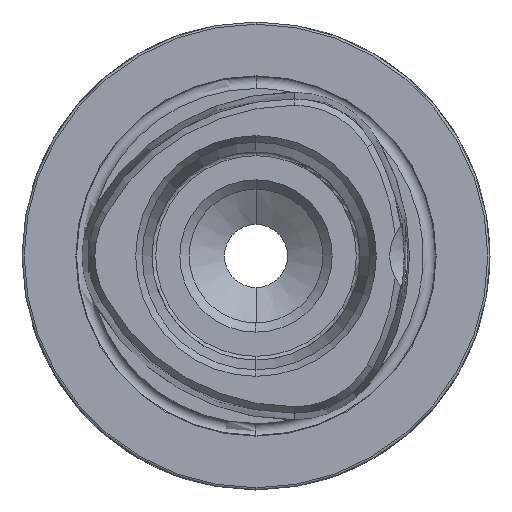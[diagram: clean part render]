
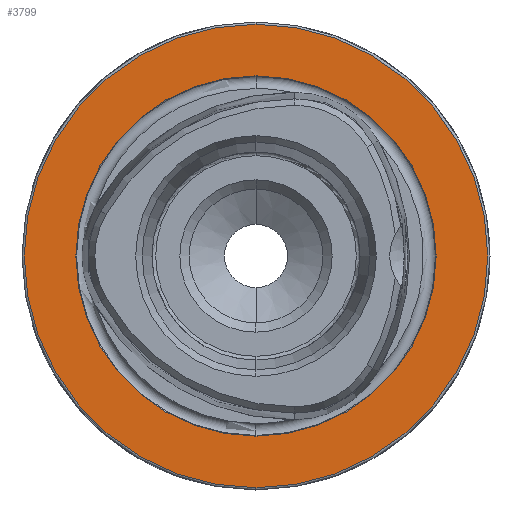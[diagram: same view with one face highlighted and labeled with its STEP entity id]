
A CAD part, left-side view. The second image highlights one B-rep face of the part: STEP entity #3799.
In plain terms, the highlighted planar face has unit normal (-1, 0, 0).
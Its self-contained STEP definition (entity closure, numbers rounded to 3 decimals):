
#134 = EDGE_LOOP ( 'NONE', ( #1024, #861 ) ) ;
#151 = FACE_OUTER_BOUND ( 'NONE', #5645, .T. ) ;
#425 = CIRCLE ( 'NONE', #4199, 24.25 ) ;
#595 = DIRECTION ( 'NONE',  ( 0., 0., 1. ) ) ;
#725 = CARTESIAN_POINT ( 'NONE',  ( 0., 0., 0. ) ) ;
#861 = ORIENTED_EDGE ( 'NONE', *, *, #1510, .F. ) ;
#886 = CARTESIAN_POINT ( 'NONE',  ( 0., 0., 0. ) ) ;
#1024 = ORIENTED_EDGE ( 'NONE', *, *, #5070, .F. ) ;
#1222 = DIRECTION ( 'NONE',  ( 0., 0., 1. ) ) ;
#1386 = CARTESIAN_POINT ( 'NONE',  ( 0., 0., -31.2 ) ) ;
#1388 = DIRECTION ( 'NONE',  ( 0., 0., 1. ) ) ;
#1390 = AXIS2_PLACEMENT_3D ( 'NONE', #1586, #5085, #2102 ) ;
#1510 = EDGE_CURVE ( 'NONE', #6075, #3386, #425, .T. ) ;
#1586 = CARTESIAN_POINT ( 'NONE',  ( 0., 0., 0. ) ) ;
#1669 = ORIENTED_EDGE ( 'NONE', *, *, #6507, .T. ) ;
#1900 = VERTEX_POINT ( 'NONE', #2449 ) ;
#2102 = DIRECTION ( 'NONE',  ( 0., 0., 1. ) ) ;
#2207 = CIRCLE ( 'NONE', #2350, 31.2 ) ;
#2333 = CARTESIAN_POINT ( 'NONE',  ( 0., 0., 0. ) ) ;
#2350 = AXIS2_PLACEMENT_3D ( 'NONE', #886, #4407, #1388 ) ;
#2449 = CARTESIAN_POINT ( 'NONE',  ( 0., 0., 31.2 ) ) ;
#2515 = PLANE ( 'NONE',  #4473 ) ;
#2631 = DIRECTION ( 'NONE',  ( -1., 0., 0. ) ) ;
#3025 = DIRECTION ( 'NONE',  ( 0., 0., -1. ) ) ;
#3375 = CARTESIAN_POINT ( 'NONE',  ( 0., 0., -24.25 ) ) ;
#3384 = ORIENTED_EDGE ( 'NONE', *, *, #5210, .T. ) ;
#3386 = VERTEX_POINT ( 'NONE', #6214 ) ;
#3491 = DIRECTION ( 'NONE',  ( 1., 0., 0. ) ) ;
#3799 = ADVANCED_FACE ( 'NONE', ( #4152, #151 ), #2515, .F. ) ;
#4152 = FACE_BOUND ( 'NONE', #134, .T. ) ;
#4199 = AXIS2_PLACEMENT_3D ( 'NONE', #2333, #2631, #595 ) ;
#4246 = DIRECTION ( 'NONE',  ( -1., 0., 0. ) ) ;
#4307 = CIRCLE ( 'NONE', #4543, 24.25 ) ;
#4407 = DIRECTION ( 'NONE',  ( -1., 0., 0. ) ) ;
#4473 = AXIS2_PLACEMENT_3D ( 'NONE', #4995, #3491, #3025 ) ;
#4543 = AXIS2_PLACEMENT_3D ( 'NONE', #725, #4246, #1222 ) ;
#4995 = CARTESIAN_POINT ( 'NONE',  ( 0., 24.25, 0. ) ) ;
#5070 = EDGE_CURVE ( 'NONE', #3386, #6075, #4307, .T. ) ;
#5085 = DIRECTION ( 'NONE',  ( -1., 0., 0. ) ) ;
#5146 = CIRCLE ( 'NONE', #1390, 31.2 ) ;
#5210 = EDGE_CURVE ( 'NONE', #5699, #1900, #5146, .T. ) ;
#5645 = EDGE_LOOP ( 'NONE', ( #1669, #3384 ) ) ;
#5699 = VERTEX_POINT ( 'NONE', #1386 ) ;
#6075 = VERTEX_POINT ( 'NONE', #3375 ) ;
#6214 = CARTESIAN_POINT ( 'NONE',  ( 0., 0., 24.25 ) ) ;
#6507 = EDGE_CURVE ( 'NONE', #1900, #5699, #2207, .T. ) ;
